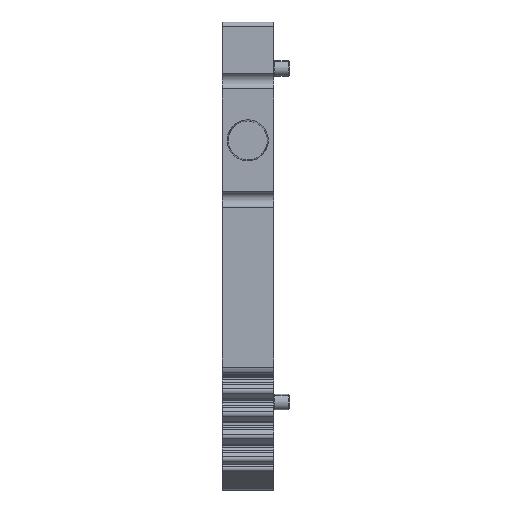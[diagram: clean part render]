
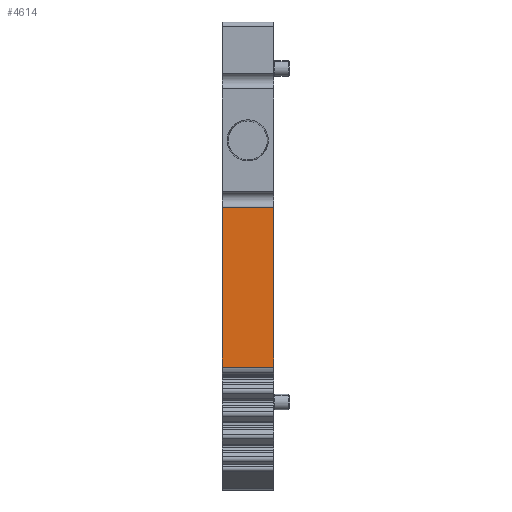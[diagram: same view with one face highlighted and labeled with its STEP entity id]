
A CAD part, top view. The second image highlights one B-rep face of the part: STEP entity #4614.
In plain terms, the highlighted planar face has unit normal (0, 0, 1).
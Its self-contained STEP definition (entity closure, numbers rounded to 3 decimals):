
#1738=AXIS2_PLACEMENT_3D('Plane Axis2P3D',#1735,#1736,#1737) ;
#1044=CARTESIAN_POINT('Vertex',(5.,27.4,36.7)) ;
#1047=CARTESIAN_POINT('Line Origine',(5.,19.641,36.7)) ;
#1051=CARTESIAN_POINT('Vertex',(5.,11.883,36.7)) ;
#1735=CARTESIAN_POINT('Axis2P3D Location',(5.,44.975,36.7)) ;
#4581=CARTESIAN_POINT('Vertex',(0.,11.883,36.7)) ;
#4584=CARTESIAN_POINT('Line Origine',(2.5,11.883,36.7)) ;
#4596=CARTESIAN_POINT('Line Origine',(0.,19.641,36.7)) ;
#4600=CARTESIAN_POINT('Vertex',(0.,27.4,36.7)) ;
#4603=CARTESIAN_POINT('Line Origine',(2.5,27.4,36.7)) ;
#1048=DIRECTION('Vector Direction',(0.,-1.,0.)) ;
#1736=DIRECTION('Axis2P3D Direction',(0.,0.,-1.)) ;
#1737=DIRECTION('Axis2P3D XDirection',(0.,-1.,0.)) ;
#4585=DIRECTION('Vector Direction',(1.,0.,0.)) ;
#4597=DIRECTION('Vector Direction',(0.,-1.,0.)) ;
#4604=DIRECTION('Vector Direction',(-1.,0.,0.)) ;
#1049=VECTOR('Line Direction',#1048,1.) ;
#4586=VECTOR('Line Direction',#4585,1.) ;
#4598=VECTOR('Line Direction',#4597,1.) ;
#4605=VECTOR('Line Direction',#4604,1.) ;
#4609=ORIENTED_EDGE('',*,*,#4602,.T.) ;
#4610=ORIENTED_EDGE('',*,*,#4588,.F.) ;
#4611=ORIENTED_EDGE('',*,*,#1053,.F.) ;
#4612=ORIENTED_EDGE('',*,*,#4607,.T.) ;
#4614=ADVANCED_FACE('BFGH',(#4613),#1739,.F.) ;
#1053=EDGE_CURVE('',#1045,#1052,#1050,.T.) ;
#4588=EDGE_CURVE('',#1052,#4582,#4587,.F.) ;
#4602=EDGE_CURVE('',#4601,#4582,#4599,.T.) ;
#4607=EDGE_CURVE('',#1045,#4601,#4606,.T.) ;
#4608=EDGE_LOOP('',(#4609,#4610,#4611,#4612)) ;
#4613=FACE_OUTER_BOUND('',#4608,.T.) ;
#1050=LINE('Line',#1047,#1049) ;
#4587=LINE('Line',#4584,#4586) ;
#4599=LINE('Line',#4596,#4598) ;
#4606=LINE('Line',#4603,#4605) ;
#1739=PLANE('',#1738) ;
#1045=VERTEX_POINT('',#1044) ;
#1052=VERTEX_POINT('',#1051) ;
#4582=VERTEX_POINT('',#4581) ;
#4601=VERTEX_POINT('',#4600) ;
